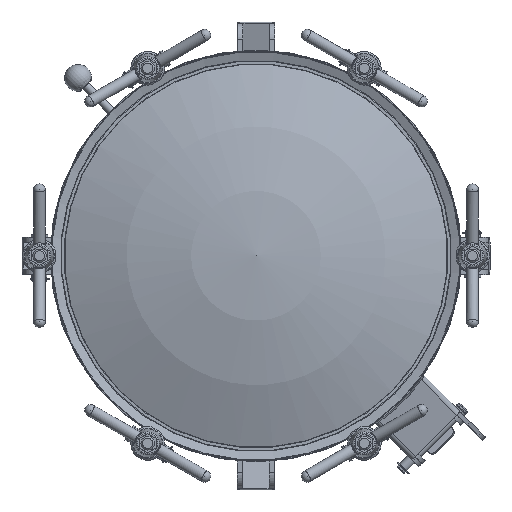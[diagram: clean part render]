
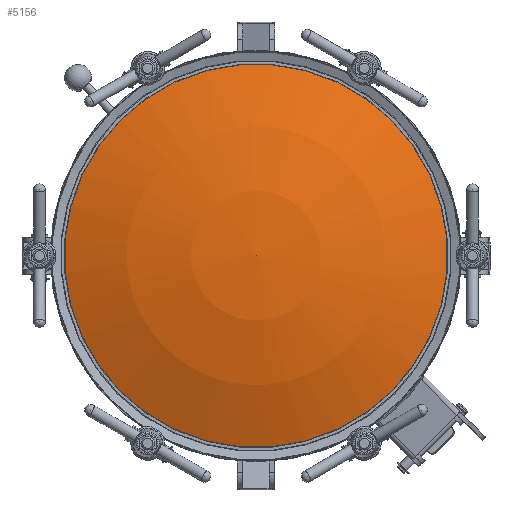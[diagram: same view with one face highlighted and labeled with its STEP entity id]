
A CAD part, top view. The second image highlights one B-rep face of the part: STEP entity #5156.
In plain terms, the highlighted toroidal (fillet/blend) face has major radius 0.492 mm and minor radius 600 mm.
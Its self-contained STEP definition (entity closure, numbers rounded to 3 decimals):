
#19=DEGENERATE_TOROIDAL_SURFACE('',#6002,0.492,600.,.F.);
#29=VERTEX_LOOP('',#3466);
#1986=ORIENTED_EDGE('',*,*,#2913,.F.);
#2913=EDGE_CURVE('',#3464,#3464,#3826,.T.);
#3464=VERTEX_POINT('',#9774);
#3466=VERTEX_POINT('',#9778);
#3826=CIRCLE('',#6000,228.);
#4209=EDGE_LOOP('',(#1986));
#4673=FACE_BOUND('',#29,.T.);
#4674=FACE_BOUND('',#4209,.T.);
#5156=ADVANCED_FACE('',(#4673,#4674),#19,.F.);
#6000=AXIS2_PLACEMENT_3D('',#9773,#7202,#7203);
#6002=AXIS2_PLACEMENT_3D('',#9777,#7206,#7207);
#7202=DIRECTION('',(0.,0.,-1.));
#7203=DIRECTION('',(-1.,0.,0.));
#7206=DIRECTION('',(0.,0.,-1.));
#7207=DIRECTION('',(-1.,0.,0.));
#9773=CARTESIAN_POINT('',(0.,0.,4.79));
#9774=CARTESIAN_POINT('',(-228.,0.,4.79));
#9777=CARTESIAN_POINT('',(0.,0.,-550.));
#9778=CARTESIAN_POINT('',(0.,0.,50.));
